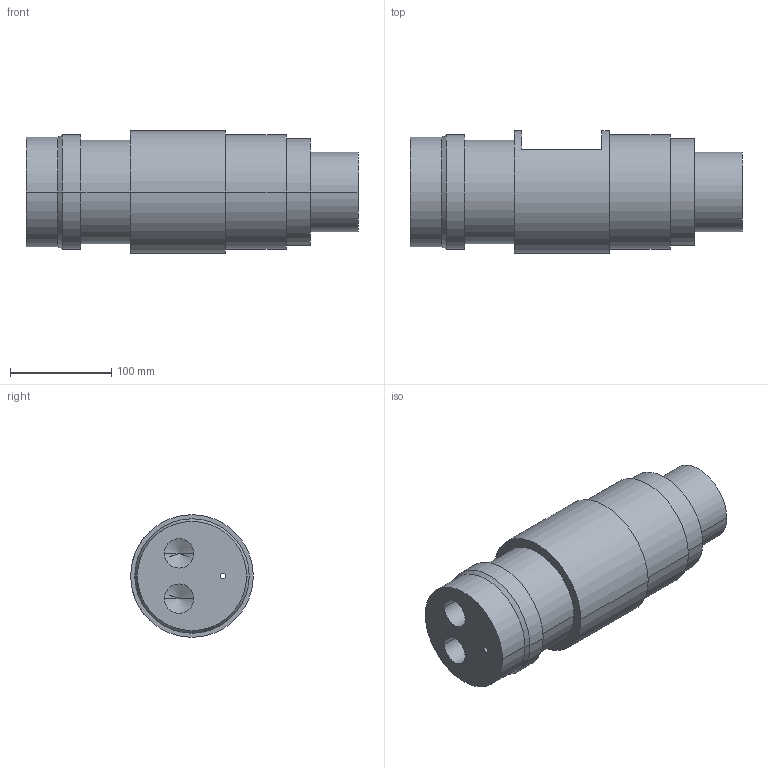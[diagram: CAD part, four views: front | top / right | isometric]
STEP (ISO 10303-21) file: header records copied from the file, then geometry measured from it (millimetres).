
FILE_DESCRIPTION(/* description */ ('CAx-IF Rec.Pracs.---Representation and Presentation of Product Manufacturing Information (PMI)---4.0---2014-10-13','CAx-IF Rec.Pracs.---3D Tessellated Geometry---0.4---2014-09-14','2;1'),/* implementation_level */ '2;1');
FILE_NAME(/* name */ '102576782-060_stp',/* time_stamp */ '2023-02-21T15:32:19+08:00',/* author */ (''),/* organization */ (''),/* preprocessor_version */ 'ST-DEVELOPER v16.7',/* originating_system */ $,/* authorisation */ $);
FILE_SCHEMA (('AP242_MANAGED_MODEL_BASED_3D_ENGINEERING_MIM_LF { 1 0 10303 442 20130219 1 4 }'));
Length unit declared in the file: millimetre
Products named in the file (1): 102576782-060_stp
Bounding box: 328.15 x 121.25 x 121.25 mm (x, y, z)
Volume: 2660602.4 mm3; surface area: 183055.7 mm2
Topology: 1 solids, 1 shells, 40 faces, 89 edges, 53 vertices
Faces by surface type: cylinder 22, plane 10, cone 8
Entity records: 1426 total; most frequent: DIRECTION 249, CARTESIAN_POINT 211, ORIENTED_EDGE 166, AXIS2_PLACEMENT_3D 115, EDGE_CURVE 83, VERTEX_POINT 53, EDGE_LOOP 50, FACE_BOUND 50
